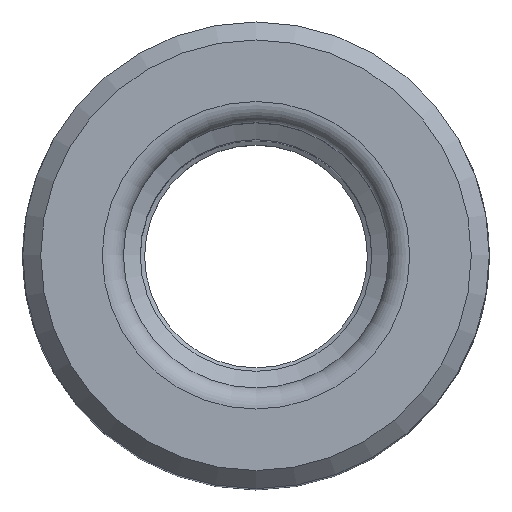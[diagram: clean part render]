
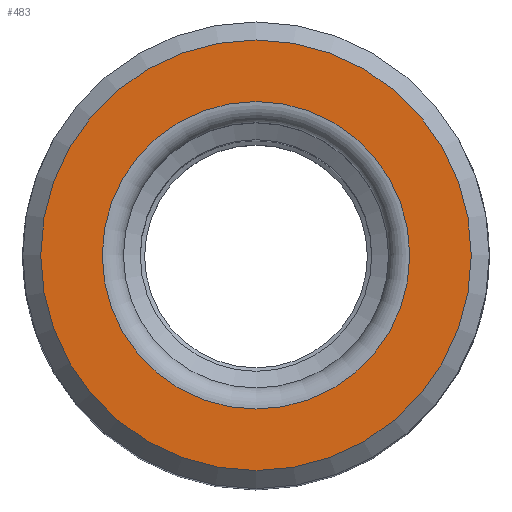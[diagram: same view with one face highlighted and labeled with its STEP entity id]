
A CAD part, top view. The second image highlights one B-rep face of the part: STEP entity #483.
In plain terms, the highlighted planar face has unit normal (0, 0, 1).
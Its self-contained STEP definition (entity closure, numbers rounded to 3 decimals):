
#25=PLANE('',#530);
#85=ORIENTED_EDGE('',*,*,#142,.F.);
#86=ORIENTED_EDGE('',*,*,#141,.T.);
#141=EDGE_CURVE('',#172,#172,#191,.T.);
#142=EDGE_CURVE('',#173,#173,#192,.T.);
#172=VERTEX_POINT('',#709);
#173=VERTEX_POINT('',#712);
#191=CIRCLE('',#529,10.15);
#192=CIRCLE('',#531,7.25);
#218=EDGE_LOOP('',(#85));
#219=EDGE_LOOP('',(#86));
#264=FACE_BOUND('',#218,.T.);
#265=FACE_BOUND('',#219,.T.);
#483=ADVANCED_FACE('',(#264,#265),#25,.F.);
#529=AXIS2_PLACEMENT_3D('',#708,#608,#609);
#530=AXIS2_PLACEMENT_3D('',#710,#610,#611);
#531=AXIS2_PLACEMENT_3D('',#711,#612,#613);
#608=DIRECTION('',(0.,0.,1.));
#609=DIRECTION('',(1.,0.,0.));
#610=DIRECTION('',(0.,0.,-1.));
#611=DIRECTION('',(-1.,0.,0.));
#612=DIRECTION('',(0.,0.,1.));
#613=DIRECTION('',(1.,0.,0.));
#708=CARTESIAN_POINT('',(0.,0.,65.5));
#709=CARTESIAN_POINT('',(10.15,0.,65.5));
#710=CARTESIAN_POINT('',(10.15,0.,65.5));
#711=CARTESIAN_POINT('',(0.,0.,65.5));
#712=CARTESIAN_POINT('',(7.25,0.,65.5));
